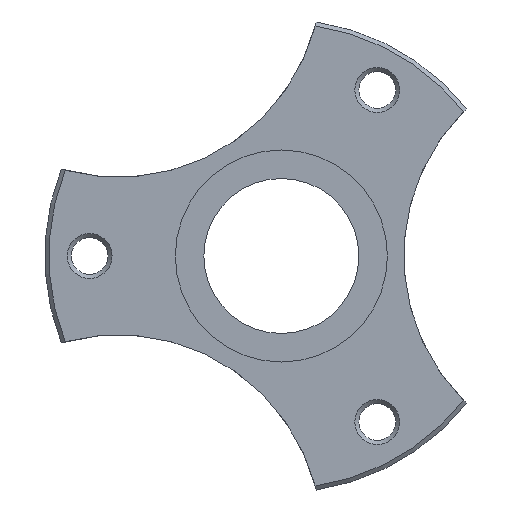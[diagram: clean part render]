
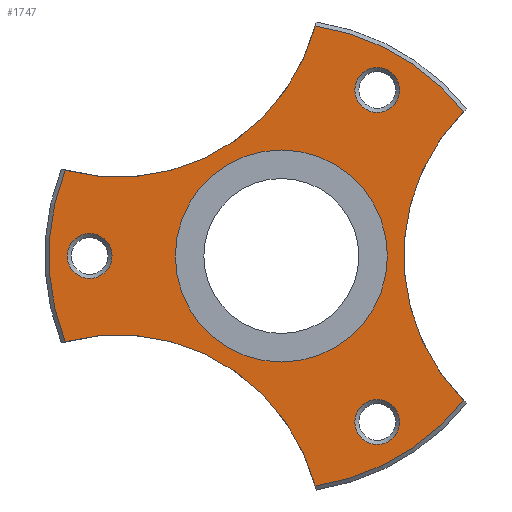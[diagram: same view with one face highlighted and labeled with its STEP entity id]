
A CAD part, left-side view. The second image highlights one B-rep face of the part: STEP entity #1747.
In plain terms, the highlighted planar face has unit normal (-1, 0, 0).
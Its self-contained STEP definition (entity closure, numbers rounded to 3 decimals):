
#1747=ADVANCED_FACE('',(#3061,#3063,#3065,#3067,#3069),#3071,.T.);
#3061=FACE_BOUND('',#3062,.T.);
#3062=EDGE_LOOP('',(#7132,#7133,#7134,#7135,#7136,#7137));
#3063=FACE_BOUND('',#3064,.T.);
#3064=EDGE_LOOP('',(#7138));
#3065=FACE_BOUND('',#3066,.T.);
#3066=EDGE_LOOP('',(#7139));
#3067=FACE_BOUND('',#3068,.T.);
#3068=EDGE_LOOP('',(#7140));
#3069=FACE_BOUND('',#3070,.T.);
#3070=EDGE_LOOP('',(#7141));
#3071=PLANE('',#3072);
#3072=AXIS2_PLACEMENT_3D('',#3073,#3074,#3075);
#3073=CARTESIAN_POINT('',(-1.5,0.,0.));
#3074=DIRECTION('',(-1.,0.,0.));
#3075=DIRECTION('',(0.,0.,-1.));
#7132=ORIENTED_EDGE('',*,*,#7692,.T.);
#7133=ORIENTED_EDGE('',*,*,#7731,.T.);
#7134=ORIENTED_EDGE('',*,*,#7717,.T.);
#7135=ORIENTED_EDGE('',*,*,#7732,.T.);
#7136=ORIENTED_EDGE('',*,*,#7704,.T.);
#7137=ORIENTED_EDGE('',*,*,#7733,.T.);
#7138=ORIENTED_EDGE('',*,*,#7734,.T.);
#7139=ORIENTED_EDGE('',*,*,#7735,.T.);
#7140=ORIENTED_EDGE('',*,*,#7736,.T.);
#7141=ORIENTED_EDGE('',*,*,#7723,.T.);
#7692=EDGE_CURVE('',#8587,#8585,#8588,.T.);
#7704=EDGE_CURVE('',#8609,#8607,#8610,.T.);
#7717=EDGE_CURVE('',#8633,#8631,#8634,.T.);
#7723=EDGE_CURVE('',#8643,#8643,#8644,.F.);
#7731=EDGE_CURVE('',#8585,#8633,#8654,.T.);
#7732=EDGE_CURVE('',#8631,#8609,#8655,.T.);
#7733=EDGE_CURVE('',#8607,#8587,#8656,.T.);
#7734=EDGE_CURVE('',#8657,#8657,#8658,.T.);
#7735=EDGE_CURVE('',#8659,#8659,#8660,.T.);
#7736=EDGE_CURVE('',#8661,#8661,#8662,.T.);
#8585=VERTEX_POINT('',#14650);
#8587=VERTEX_POINT('',#14657);
#8588=CIRCLE('',#14658,25.);
#8607=VERTEX_POINT('',#14712);
#8609=VERTEX_POINT('',#14719);
#8610=CIRCLE('',#14720,25.);
#8631=VERTEX_POINT('',#14779);
#8633=VERTEX_POINT('',#14786);
#8634=CIRCLE('',#14787,25.);
#8643=VERTEX_POINT('',#14817);
#8644=CIRCLE('',#14818,13.);
#8654=CIRCLE('',#14852,28.5);
#8655=CIRCLE('',#14856,28.5);
#8656=CIRCLE('',#14860,28.5);
#8657=VERTEX_POINT('',#14864);
#8658=CIRCLE('',#14865,2.75);
#8659=VERTEX_POINT('',#14869);
#8660=CIRCLE('',#14870,2.75);
#8661=VERTEX_POINT('',#14874);
#8662=CIRCLE('',#14875,2.75);
#14650=CARTESIAN_POINT('',(-1.5,-22.341,17.696));
#14657=CARTESIAN_POINT('',(-1.5,-22.341,-17.696));
#14658=AXIS2_PLACEMENT_3D('',#14659,#14660,#14661);
#14659=CARTESIAN_POINT('',(-1.5,-40.,0.));
#14660=DIRECTION('',(1.,0.,0.));
#14661=DIRECTION('',(0.,0.706,-0.708));
#14712=CARTESIAN_POINT('',(-1.5,-4.155,-28.196));
#14719=CARTESIAN_POINT('',(-1.5,26.495,-10.5));
#14720=AXIS2_PLACEMENT_3D('',#14721,#14722,#14723);
#14721=CARTESIAN_POINT('',(-1.5,20.,-34.641));
#14722=DIRECTION('',(1.,0.,0.));
#14723=DIRECTION('',(0.,0.26,0.966));
#14779=CARTESIAN_POINT('',(-1.5,26.495,10.5));
#14786=CARTESIAN_POINT('',(-1.5,-4.155,28.196));
#14787=AXIS2_PLACEMENT_3D('',#14788,#14789,#14790);
#14788=CARTESIAN_POINT('',(-1.5,20.,34.641));
#14789=DIRECTION('',(1.,0.,0.));
#14790=DIRECTION('',(0.,-0.966,-0.258));
#14817=CARTESIAN_POINT('',(-1.5,0.,13.));
#14818=AXIS2_PLACEMENT_3D('',#14819,#14820,#14821);
#14819=CARTESIAN_POINT('',(-1.5,0.,0.));
#14820=DIRECTION('',(-1.,0.,0.));
#14821=DIRECTION('',(0.,0.,1.));
#14852=AXIS2_PLACEMENT_3D('',#14853,#14854,#14855);
#14853=CARTESIAN_POINT('',(-1.5,0.,0.));
#14854=DIRECTION('',(-1.,0.,0.));
#14855=DIRECTION('',(0.,-0.784,0.621));
#14856=AXIS2_PLACEMENT_3D('',#14857,#14858,#14859);
#14857=CARTESIAN_POINT('',(-1.5,0.,0.));
#14858=DIRECTION('',(-1.,0.,0.));
#14859=DIRECTION('',(0.,0.93,0.368));
#14860=AXIS2_PLACEMENT_3D('',#14861,#14862,#14863);
#14861=CARTESIAN_POINT('',(-1.5,0.,0.));
#14862=DIRECTION('',(-1.,0.,0.));
#14863=DIRECTION('',(0.,-0.146,-0.989));
#14864=CARTESIAN_POINT('',(-1.5,26.25,0.));
#14865=AXIS2_PLACEMENT_3D('',#14866,#14867,#14868);
#14866=CARTESIAN_POINT('',(-1.5,23.5,0.));
#14867=DIRECTION('',(1.,-0.,0.));
#14868=DIRECTION('',(-0.,1.,-0.));
#14869=CARTESIAN_POINT('',(-1.5,-13.125,-22.733));
#14870=AXIS2_PLACEMENT_3D('',#14871,#14872,#14873);
#14871=CARTESIAN_POINT('',(-1.5,-11.75,-20.352));
#14872=DIRECTION('',(1.,-0.,0.));
#14873=DIRECTION('',(0.,-0.5,-0.866));
#14874=CARTESIAN_POINT('',(-1.5,-13.125,22.733));
#14875=AXIS2_PLACEMENT_3D('',#14876,#14877,#14878);
#14876=CARTESIAN_POINT('',(-1.5,-11.75,20.352));
#14877=DIRECTION('',(1.,-0.,0.));
#14878=DIRECTION('',(0.,-0.5,0.866));
